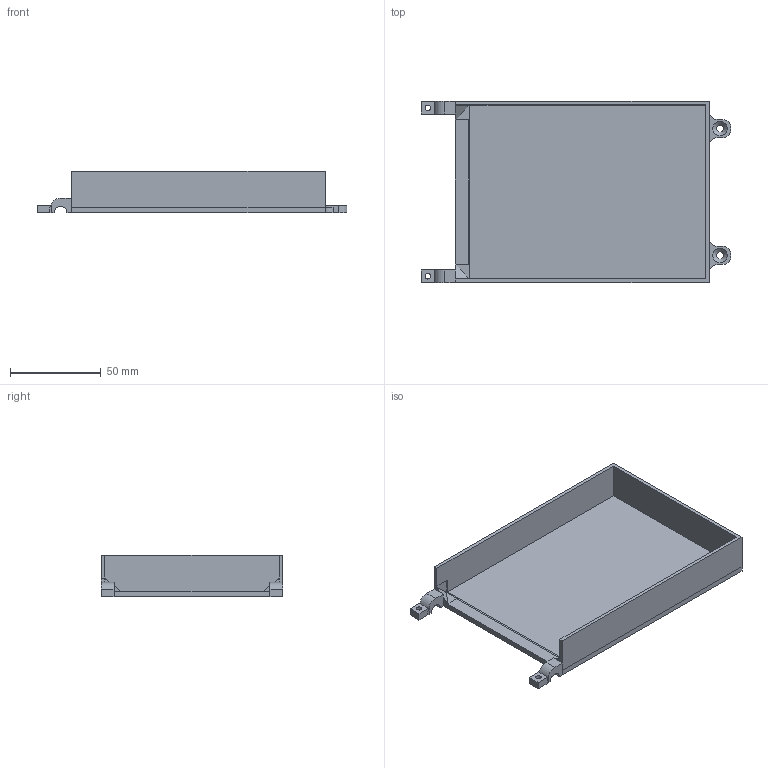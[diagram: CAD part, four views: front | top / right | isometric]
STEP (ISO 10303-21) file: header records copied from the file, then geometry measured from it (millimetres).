
FILE_DESCRIPTION(('FreeCAD Model'),'2;1');
FILE_NAME('Open CASCADE Shape Model','2023-02-20T21:06:55',(''),(''), 'Open CASCADE STEP processor 7.6','FreeCAD','Unknown');
FILE_SCHEMA(('AUTOMOTIVE_DESIGN { 1 0 10303 214 1 1 1 1 }'));
Length unit declared in the file: millimetre
Products named in the file (1): область распознавания
Bounding box: 171 x 100 x 23 mm (x, y, z)
Volume: 59306.7 mm3; surface area: 46263.9 mm2
Topology: 1 solids, 1 shells, 96 faces, 253 edges, 159 vertices
Faces by surface type: plane 74, cylinder 20, cone 2
Full cylindrical faces by diameter (mm): 3 x2, 4 x2
Entity records: 6294 total; most frequent: CARTESIAN_POINT 1135, DIRECTION 975, LINE 677, VECTOR 677, ORIENTED_EDGE 506, PCURVE 506, DEFINITIONAL_REPRESENTATION 506, EDGE_CURVE 253
